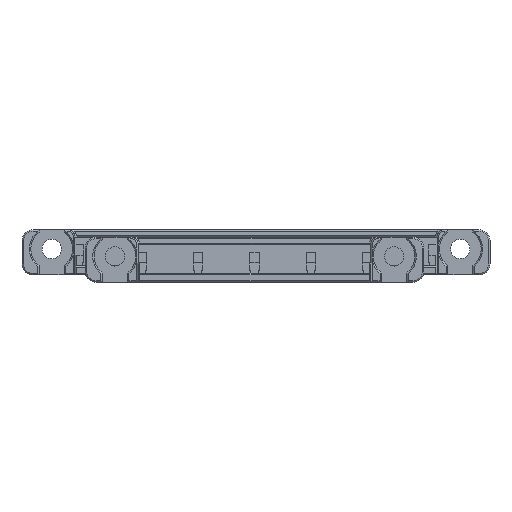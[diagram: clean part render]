
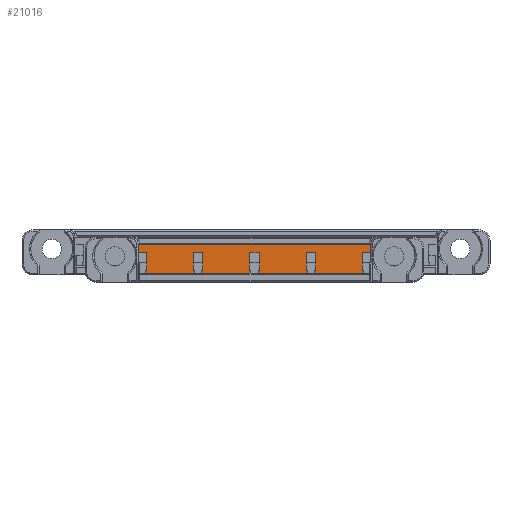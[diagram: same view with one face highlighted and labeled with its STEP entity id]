
A CAD part, front view. The second image highlights one B-rep face of the part: STEP entity #21016.
In plain terms, the highlighted planar face has unit normal (0, -1, 0).
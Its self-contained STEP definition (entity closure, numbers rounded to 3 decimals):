
#458=FACE_OUTER_BOUND('',#1717,.T.);
#1717=EDGE_LOOP('',(#14427,#14428,#14429,#14430,#14431,#14432,#14433,#14434,
#14435,#14436,#14437,#14438,#14439,#14440,#14441,#14442,#14443,#14444,#14445,
#14446));
#2819=LINE('',#29247,#5736);
#2840=LINE('',#29325,#5757);
#2958=LINE('',#29679,#5875);
#3017=LINE('',#29795,#5934);
#3021=LINE('',#29803,#5938);
#3025=LINE('',#29811,#5942);
#3029=LINE('',#29819,#5946);
#3065=LINE('',#29911,#5982);
#3098=LINE('',#29976,#6015);
#3102=LINE('',#29983,#6019);
#3108=LINE('',#29998,#6025);
#3128=LINE('',#30042,#6045);
#3140=LINE('',#30066,#6057);
#3144=LINE('',#30072,#6061);
#3162=LINE('',#30113,#6079);
#3195=LINE('',#30178,#6112);
#3199=LINE('',#30185,#6116);
#3200=LINE('',#30190,#6117);
#3201=LINE('',#30192,#6118);
#3202=LINE('',#30193,#6119);
#5736=VECTOR('',#23568,1000.);
#5757=VECTOR('',#23611,1000.);
#5875=VECTOR('',#23911,1000.);
#5934=VECTOR('',#24038,1000.);
#5938=VECTOR('',#24042,1000.);
#5942=VECTOR('',#24046,1000.);
#5946=VECTOR('',#24050,1000.);
#5982=VECTOR('',#24128,1000.);
#6015=VECTOR('',#24183,1000.);
#6019=VECTOR('',#24193,1000.);
#6025=VECTOR('',#24209,1000.);
#6045=VECTOR('',#24259,1000.);
#6057=VECTOR('',#24277,1000.);
#6061=VECTOR('',#24285,1000.);
#6079=VECTOR('',#24327,1000.);
#6112=VECTOR('',#24382,1000.);
#6116=VECTOR('',#24392,1000.);
#6117=VECTOR('',#24399,1000.);
#6118=VECTOR('',#24400,1000.);
#6119=VECTOR('',#24401,1000.);
#8674=VERTEX_POINT('',#29244);
#8675=VERTEX_POINT('',#29246);
#8700=VERTEX_POINT('',#29323);
#8810=VERTEX_POINT('',#29678);
#8832=VERTEX_POINT('',#29792);
#8833=VERTEX_POINT('',#29794);
#8836=VERTEX_POINT('',#29800);
#8837=VERTEX_POINT('',#29802);
#8840=VERTEX_POINT('',#29808);
#8841=VERTEX_POINT('',#29810);
#8844=VERTEX_POINT('',#29816);
#8845=VERTEX_POINT('',#29818);
#8872=VERTEX_POINT('',#29909);
#8893=VERTEX_POINT('',#29974);
#8896=VERTEX_POINT('',#29995);
#8915=VERTEX_POINT('',#30064);
#8926=VERTEX_POINT('',#30111);
#8947=VERTEX_POINT('',#30176);
#8948=VERTEX_POINT('',#30189);
#8949=VERTEX_POINT('',#30191);
#10487=EDGE_CURVE('',#8674,#8675,#2819,.T.);
#10519=EDGE_CURVE('',#8700,#8674,#2840,.T.);
#10683=EDGE_CURVE('',#8675,#8810,#2958,.T.);
#10743=EDGE_CURVE('',#8832,#8833,#3017,.T.);
#10747=EDGE_CURVE('',#8836,#8837,#3021,.T.);
#10751=EDGE_CURVE('',#8840,#8841,#3025,.T.);
#10755=EDGE_CURVE('',#8844,#8845,#3029,.T.);
#10798=EDGE_CURVE('',#8844,#8872,#3065,.T.);
#10831=EDGE_CURVE('',#8872,#8893,#3098,.T.);
#10835=EDGE_CURVE('',#8893,#8841,#3102,.T.);
#10841=EDGE_CURVE('',#8896,#8700,#3108,.T.);
#10863=EDGE_CURVE('',#8845,#8896,#3128,.T.);
#10875=EDGE_CURVE('',#8832,#8915,#3140,.T.);
#10879=EDGE_CURVE('',#8915,#8810,#3144,.T.);
#10898=EDGE_CURVE('',#8840,#8926,#3162,.T.);
#10931=EDGE_CURVE('',#8926,#8947,#3195,.T.);
#10935=EDGE_CURVE('',#8947,#8837,#3199,.T.);
#10936=EDGE_CURVE('',#8836,#8948,#3200,.T.);
#10937=EDGE_CURVE('',#8948,#8949,#3201,.T.);
#10938=EDGE_CURVE('',#8949,#8833,#3202,.T.);
#14427=ORIENTED_EDGE('',*,*,#10487,.F.);
#14428=ORIENTED_EDGE('',*,*,#10519,.F.);
#14429=ORIENTED_EDGE('',*,*,#10841,.F.);
#14430=ORIENTED_EDGE('',*,*,#10863,.F.);
#14431=ORIENTED_EDGE('',*,*,#10755,.F.);
#14432=ORIENTED_EDGE('',*,*,#10798,.T.);
#14433=ORIENTED_EDGE('',*,*,#10831,.T.);
#14434=ORIENTED_EDGE('',*,*,#10835,.T.);
#14435=ORIENTED_EDGE('',*,*,#10751,.F.);
#14436=ORIENTED_EDGE('',*,*,#10898,.T.);
#14437=ORIENTED_EDGE('',*,*,#10931,.T.);
#14438=ORIENTED_EDGE('',*,*,#10935,.T.);
#14439=ORIENTED_EDGE('',*,*,#10747,.F.);
#14440=ORIENTED_EDGE('',*,*,#10936,.T.);
#14441=ORIENTED_EDGE('',*,*,#10937,.T.);
#14442=ORIENTED_EDGE('',*,*,#10938,.T.);
#14443=ORIENTED_EDGE('',*,*,#10743,.F.);
#14444=ORIENTED_EDGE('',*,*,#10875,.T.);
#14445=ORIENTED_EDGE('',*,*,#10879,.T.);
#14446=ORIENTED_EDGE('',*,*,#10683,.F.);
#19793=PLANE('',#22406);
#21016=ADVANCED_FACE('',(#458),#19793,.T.);
#22406=AXIS2_PLACEMENT_3D('',#30188,#24397,#24398);
#23568=DIRECTION('',(1.,0.,0.));
#23611=DIRECTION('',(0.,0.,1.));
#23911=DIRECTION('',(0.,0.,-1.));
#24038=DIRECTION('',(-1.,0.,0.));
#24042=DIRECTION('',(-1.,0.,0.));
#24046=DIRECTION('',(-1.,0.,0.));
#24050=DIRECTION('',(-1.,0.,0.));
#24128=DIRECTION('',(0.,0.,1.));
#24183=DIRECTION('',(1.,0.,0.));
#24193=DIRECTION('',(0.,0.,-1.));
#24209=DIRECTION('',(-1.,0.,0.));
#24259=DIRECTION('',(0.,0.,1.));
#24277=DIRECTION('',(0.,0.,1.));
#24285=DIRECTION('',(1.,0.,0.));
#24327=DIRECTION('',(0.,0.,1.));
#24382=DIRECTION('',(1.,0.,0.));
#24392=DIRECTION('',(0.,0.,-1.));
#24397=DIRECTION('center_axis',(0.,-1.,0.));
#24398=DIRECTION('ref_axis',(1.,0.,0.));
#24399=DIRECTION('',(0.,0.,1.));
#24400=DIRECTION('',(1.,0.,0.));
#24401=DIRECTION('',(0.,0.,-1.));
#29244=CARTESIAN_POINT('',(-21.75,-8.1,10.15));
#29246=CARTESIAN_POINT('',(40.85,-8.1,10.15));
#29247=CARTESIAN_POINT('',(24.7,-8.1,10.15));
#29323=CARTESIAN_POINT('',(-21.75,-8.1,8.15));
#29325=CARTESIAN_POINT('',(-21.75,-8.1,7.075));
#29678=CARTESIAN_POINT('',(40.85,-8.1,8.15));
#29679=CARTESIAN_POINT('',(40.85,-8.1,8.1));
#29792=CARTESIAN_POINT('',(38.85,-8.1,2.));
#29794=CARTESIAN_POINT('',(25.7,-8.1,2.));
#29795=CARTESIAN_POINT('',(79.301,-8.1,2.));
#29800=CARTESIAN_POINT('',(23.7,-8.1,2.));
#29802=CARTESIAN_POINT('',(10.55,-8.1,2.));
#29803=CARTESIAN_POINT('',(79.301,-8.1,2.));
#29808=CARTESIAN_POINT('',(8.55,-8.1,2.));
#29810=CARTESIAN_POINT('',(-4.6,-8.1,2.));
#29811=CARTESIAN_POINT('',(64.151,-8.1,2.));
#29816=CARTESIAN_POINT('',(-6.6,-8.1,2.));
#29818=CARTESIAN_POINT('',(-19.75,-8.1,2.));
#29819=CARTESIAN_POINT('',(49.001,-8.1,2.));
#29909=CARTESIAN_POINT('',(-6.6,-8.1,8.15));
#29911=CARTESIAN_POINT('',(-6.6,-8.1,2.625));
#29974=CARTESIAN_POINT('',(-4.6,-8.1,8.15));
#29976=CARTESIAN_POINT('',(-5.6,-8.1,8.15));
#29983=CARTESIAN_POINT('',(-4.6,-8.1,2.625));
#29995=CARTESIAN_POINT('',(-19.75,-8.1,8.15));
#29998=CARTESIAN_POINT('',(-20.625,-8.1,8.15));
#30042=CARTESIAN_POINT('',(-19.75,-8.1,2.625));
#30064=CARTESIAN_POINT('',(38.85,-8.1,8.15));
#30066=CARTESIAN_POINT('',(38.85,-8.1,2.625));
#30072=CARTESIAN_POINT('',(39.725,-8.1,8.15));
#30111=CARTESIAN_POINT('',(8.55,-8.1,8.15));
#30113=CARTESIAN_POINT('',(8.55,-8.1,2.625));
#30176=CARTESIAN_POINT('',(10.55,-8.1,8.15));
#30178=CARTESIAN_POINT('',(9.55,-8.1,8.15));
#30185=CARTESIAN_POINT('',(10.55,-8.1,2.625));
#30188=CARTESIAN_POINT('Origin',(24.7,-8.1,7.075));
#30189=CARTESIAN_POINT('',(23.7,-8.1,8.15));
#30190=CARTESIAN_POINT('',(23.7,-8.1,2.625));
#30191=CARTESIAN_POINT('',(25.7,-8.1,8.15));
#30192=CARTESIAN_POINT('',(24.7,-8.1,8.15));
#30193=CARTESIAN_POINT('',(25.7,-8.1,2.625));
